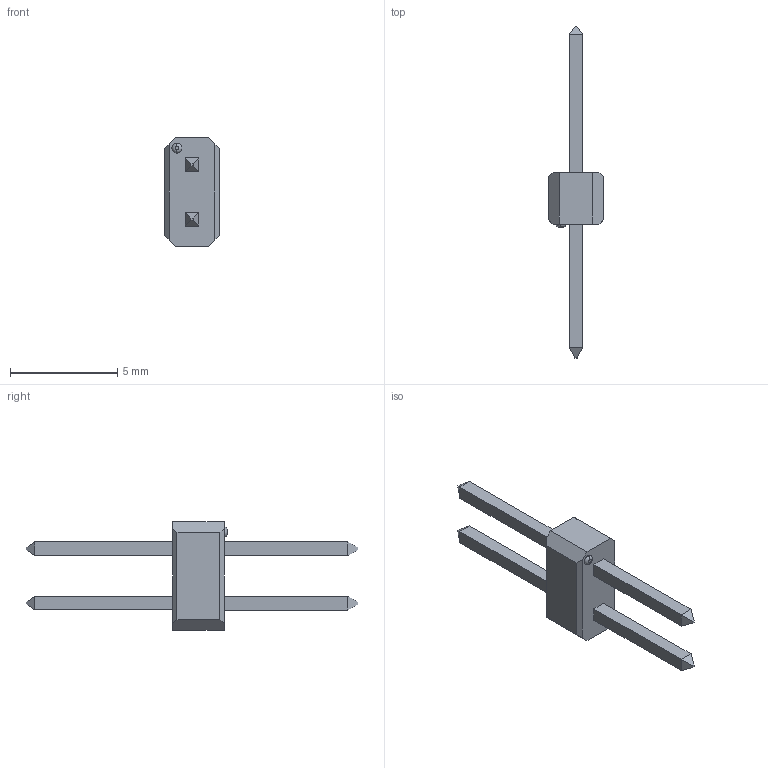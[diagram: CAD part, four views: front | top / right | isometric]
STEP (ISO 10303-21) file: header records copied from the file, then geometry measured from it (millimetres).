
FILE_DESCRIPTION (( 'STEP AP214' ), '1' );
FILE_NAME ('PBC01DABN.STEP', '2018-01-19T16:04:03', ( '' ), ( '' ), 'SwSTEP 2.0', 'SolidWorks 2014', '' );
FILE_SCHEMA (( 'AUTOMOTIVE_DESIGN' ));
Length unit declared in the file: millimetre
Products named in the file (2): Dual TH with end bump format; PBC01DABN
Assembly tree (1 placements, depth 2):
  PBC01DABN
    Dual TH with end bump format
Bounding box: 2.54 x 15.48 x 5.08 mm (x, y, z)
Volume: 39.7 mm3; surface area: 123.8 mm2
Topology: 5 solids, 5 shells, 57 faces, 122 edges, 76 vertices
Faces by surface type: plane 55, torus 2
Entity records: 1596 total; most frequent: CARTESIAN_POINT 259, DIRECTION 250, ORIENTED_EDGE 244, EDGE_CURVE 122, LINE 116, VECTOR 116, VERTEX_POINT 76, AXIS2_PLACEMENT_3D 67
